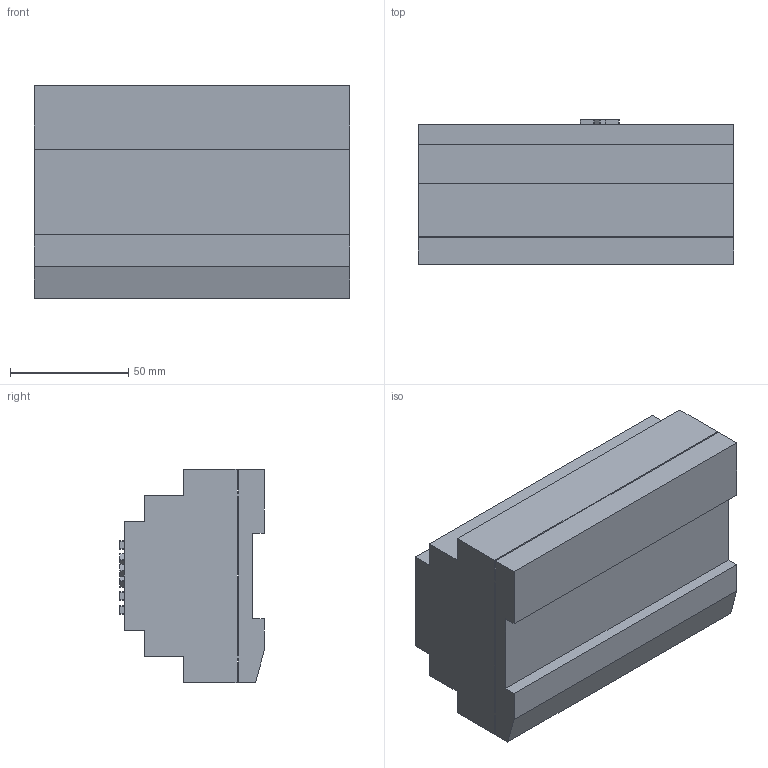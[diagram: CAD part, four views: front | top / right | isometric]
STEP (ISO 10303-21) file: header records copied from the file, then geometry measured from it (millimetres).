
FILE_DESCRIPTION (( 'STEP AP214' ), '1' );
FILE_NAME ('PLR-S-CPU-1410_Ëîãè÷åñêîå ðåëå PLR-S. CPU1410 ñåðèè ONI.STEP', '2019-02-28T13:12:55', ( '' ), ( '' ), 'SwSTEP 2.0', 'SolidWorks 2014', '' );
FILE_SCHEMA (( 'AUTOMOTIVE_DESIGN' ));
Length unit declared in the file: millimetre
Products named in the file (2): PLR-S-CPU-1410_Ëîãè÷åñêîå ðåëå PLR-S. CPU1410 ñåðèè ONI
Bounding box: 133 x 61 x 90 mm (x, y, z)
Volume: 571869.7 mm3; surface area: 75246.4 mm2
Topology: 1 solids, 1 shells, 280 faces, 681 edges, 454 vertices
Faces by surface type: plane 142, cylinder 138
Entity records: 11434 total; most frequent: DIRECTION 1521, CARTESIAN_POINT 1417, ORIENTED_EDGE 1362, EDGE_CURVE 681, AXIS2_PLACEMENT_3D 558, VERTEX_POINT 454, LINE 405, VECTOR 405
